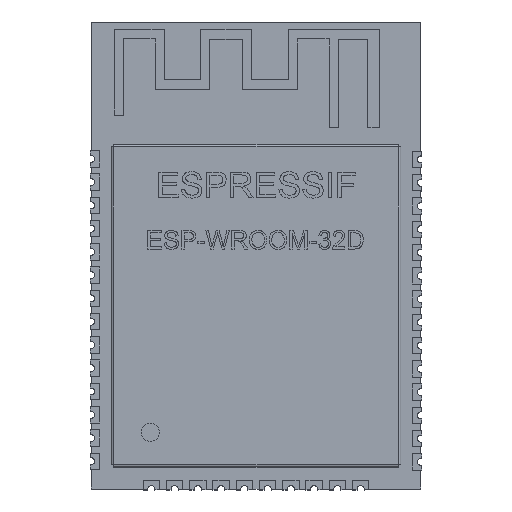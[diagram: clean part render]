
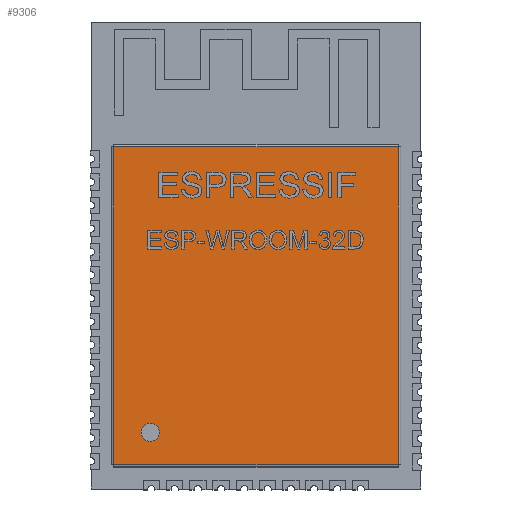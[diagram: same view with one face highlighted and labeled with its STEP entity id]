
A CAD part, top view. The second image highlights one B-rep face of the part: STEP entity #9306.
In plain terms, the highlighted face is planar.
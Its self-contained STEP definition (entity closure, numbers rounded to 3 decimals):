
#9306 = ADVANCED_FACE('',(#9307,#9426),#9321,.F.);
#9307 = FACE_BOUND('',#9308,.F.);
#9308 = EDGE_LOOP('',(#9309,#9344,#9372,#9400));
#9309 = ORIENTED_EDGE('',*,*,#9310,.F.);
#9310 = EDGE_CURVE('',#9311,#9313,#9315,.T.);
#9311 = VERTEX_POINT('',#9312);
#9312 = CARTESIAN_POINT('',(-7.78,-8.68,0.));
#9313 = VERTEX_POINT('',#9314);
#9314 = CARTESIAN_POINT('',(-7.78,8.68,0.));
#9315 = SURFACE_CURVE('',#9316,(#9320,#9332),.PCURVE_S1.);
#9316 = LINE('',#9317,#9318);
#9317 = CARTESIAN_POINT('',(-7.78,-8.68,0.));
#9318 = VECTOR('',#9319,1.);
#9319 = DIRECTION('',(0.,1.,0.));
#9320 = PCURVE('',#9321,#9326);
#9321 = PLANE('',#9322);
#9322 = AXIS2_PLACEMENT_3D('',#9323,#9324,#9325);
#9323 = CARTESIAN_POINT('',(-7.78,-8.68,0.));
#9324 = DIRECTION('',(0.,0.,1.));
#9325 = DIRECTION('',(1.,0.,-0.));
#9326 = DEFINITIONAL_REPRESENTATION('',(#9327),#9331);
#9327 = LINE('',#9328,#9329);
#9328 = CARTESIAN_POINT('',(0.,0.));
#9329 = VECTOR('',#9330,1.);
#9330 = DIRECTION('',(0.,1.));
#9331 = ( GEOMETRIC_REPRESENTATION_CONTEXT(2) 
PARAMETRIC_REPRESENTATION_CONTEXT() REPRESENTATION_CONTEXT('2D SPACE',''
  ) );
#9332 = PCURVE('',#9333,#9338);
#9333 = CYLINDRICAL_SURFACE('',#9334,0.12);
#9334 = AXIS2_PLACEMENT_3D('',#9335,#9336,#9337);
#9335 = CARTESIAN_POINT('',(-7.78,8.68,0.12));
#9336 = DIRECTION('',(-0.,-1.,-0.));
#9337 = DIRECTION('',(0.,0.,-1.));
#9338 = DEFINITIONAL_REPRESENTATION('',(#9339),#9343);
#9339 = LINE('',#9340,#9341);
#9340 = CARTESIAN_POINT('',(6.283,17.36));
#9341 = VECTOR('',#9342,1.);
#9342 = DIRECTION('',(-0.,-1.));
#9343 = ( GEOMETRIC_REPRESENTATION_CONTEXT(2) 
PARAMETRIC_REPRESENTATION_CONTEXT() REPRESENTATION_CONTEXT('2D SPACE',''
  ) );
#9344 = ORIENTED_EDGE('',*,*,#9345,.T.);
#9345 = EDGE_CURVE('',#9311,#9346,#9348,.T.);
#9346 = VERTEX_POINT('',#9347);
#9347 = CARTESIAN_POINT('',(7.78,-8.68,0.));
#9348 = SURFACE_CURVE('',#9349,(#9353,#9360),.PCURVE_S1.);
#9349 = LINE('',#9350,#9351);
#9350 = CARTESIAN_POINT('',(-7.78,-8.68,0.));
#9351 = VECTOR('',#9352,1.);
#9352 = DIRECTION('',(1.,0.,0.));
#9353 = PCURVE('',#9321,#9354);
#9354 = DEFINITIONAL_REPRESENTATION('',(#9355),#9359);
#9355 = LINE('',#9356,#9357);
#9356 = CARTESIAN_POINT('',(0.,0.));
#9357 = VECTOR('',#9358,1.);
#9358 = DIRECTION('',(1.,0.));
#9359 = ( GEOMETRIC_REPRESENTATION_CONTEXT(2) 
PARAMETRIC_REPRESENTATION_CONTEXT() REPRESENTATION_CONTEXT('2D SPACE',''
  ) );
#9360 = PCURVE('',#9361,#9366);
#9361 = CYLINDRICAL_SURFACE('',#9362,0.12);
#9362 = AXIS2_PLACEMENT_3D('',#9363,#9364,#9365);
#9363 = CARTESIAN_POINT('',(7.78,-8.68,0.12));
#9364 = DIRECTION('',(-1.,0.,0.));
#9365 = DIRECTION('',(0.,0.,-1.));
#9366 = DEFINITIONAL_REPRESENTATION('',(#9367),#9371);
#9367 = LINE('',#9368,#9369);
#9368 = CARTESIAN_POINT('',(0.,15.56));
#9369 = VECTOR('',#9370,1.);
#9370 = DIRECTION('',(-0.,-1.));
#9371 = ( GEOMETRIC_REPRESENTATION_CONTEXT(2) 
PARAMETRIC_REPRESENTATION_CONTEXT() REPRESENTATION_CONTEXT('2D SPACE',''
  ) );
#9372 = ORIENTED_EDGE('',*,*,#9373,.T.);
#9373 = EDGE_CURVE('',#9346,#9374,#9376,.T.);
#9374 = VERTEX_POINT('',#9375);
#9375 = CARTESIAN_POINT('',(7.78,8.68,0.));
#9376 = SURFACE_CURVE('',#9377,(#9381,#9388),.PCURVE_S1.);
#9377 = LINE('',#9378,#9379);
#9378 = CARTESIAN_POINT('',(7.78,-8.68,0.));
#9379 = VECTOR('',#9380,1.);
#9380 = DIRECTION('',(0.,1.,0.));
#9381 = PCURVE('',#9321,#9382);
#9382 = DEFINITIONAL_REPRESENTATION('',(#9383),#9387);
#9383 = LINE('',#9384,#9385);
#9384 = CARTESIAN_POINT('',(15.56,0.));
#9385 = VECTOR('',#9386,1.);
#9386 = DIRECTION('',(0.,1.));
#9387 = ( GEOMETRIC_REPRESENTATION_CONTEXT(2) 
PARAMETRIC_REPRESENTATION_CONTEXT() REPRESENTATION_CONTEXT('2D SPACE',''
  ) );
#9388 = PCURVE('',#9389,#9394);
#9389 = CYLINDRICAL_SURFACE('',#9390,0.12);
#9390 = AXIS2_PLACEMENT_3D('',#9391,#9392,#9393);
#9391 = CARTESIAN_POINT('',(7.78,8.68,0.12));
#9392 = DIRECTION('',(-0.,-1.,-0.));
#9393 = DIRECTION('',(0.,0.,-1.));
#9394 = DEFINITIONAL_REPRESENTATION('',(#9395),#9399);
#9395 = LINE('',#9396,#9397);
#9396 = CARTESIAN_POINT('',(0.,17.36));
#9397 = VECTOR('',#9398,1.);
#9398 = DIRECTION('',(-0.,-1.));
#9399 = ( GEOMETRIC_REPRESENTATION_CONTEXT(2) 
PARAMETRIC_REPRESENTATION_CONTEXT() REPRESENTATION_CONTEXT('2D SPACE',''
  ) );
#9400 = ORIENTED_EDGE('',*,*,#9401,.F.);
#9401 = EDGE_CURVE('',#9313,#9374,#9402,.T.);
#9402 = SURFACE_CURVE('',#9403,(#9407,#9414),.PCURVE_S1.);
#9403 = LINE('',#9404,#9405);
#9404 = CARTESIAN_POINT('',(-7.78,8.68,0.));
#9405 = VECTOR('',#9406,1.);
#9406 = DIRECTION('',(1.,0.,0.));
#9407 = PCURVE('',#9321,#9408);
#9408 = DEFINITIONAL_REPRESENTATION('',(#9409),#9413);
#9409 = LINE('',#9410,#9411);
#9410 = CARTESIAN_POINT('',(0.,17.36));
#9411 = VECTOR('',#9412,1.);
#9412 = DIRECTION('',(1.,0.));
#9413 = ( GEOMETRIC_REPRESENTATION_CONTEXT(2) 
PARAMETRIC_REPRESENTATION_CONTEXT() REPRESENTATION_CONTEXT('2D SPACE',''
  ) );
#9414 = PCURVE('',#9415,#9420);
#9415 = CYLINDRICAL_SURFACE('',#9416,0.12);
#9416 = AXIS2_PLACEMENT_3D('',#9417,#9418,#9419);
#9417 = CARTESIAN_POINT('',(7.78,8.68,0.12));
#9418 = DIRECTION('',(-1.,0.,0.));
#9419 = DIRECTION('',(0.,0.,-1.));
#9420 = DEFINITIONAL_REPRESENTATION('',(#9421),#9425);
#9421 = LINE('',#9422,#9423);
#9422 = CARTESIAN_POINT('',(6.283,15.56));
#9423 = VECTOR('',#9424,1.);
#9424 = DIRECTION('',(-0.,-1.));
#9425 = ( GEOMETRIC_REPRESENTATION_CONTEXT(2) 
PARAMETRIC_REPRESENTATION_CONTEXT() REPRESENTATION_CONTEXT('2D SPACE',''
  ) );
#9426 = FACE_BOUND('',#9427,.F.);
#9427 = EDGE_LOOP('',(#9428));
#9428 = ORIENTED_EDGE('',*,*,#9429,.T.);
#9429 = EDGE_CURVE('',#9430,#9430,#9432,.T.);
#9430 = VERTEX_POINT('',#9431);
#9431 = CARTESIAN_POINT('',(-5.274,6.911,0.));
#9432 = SURFACE_CURVE('',#9433,(#9438,#9449),.PCURVE_S1.);
#9433 = CIRCLE('',#9434,0.5);
#9434 = AXIS2_PLACEMENT_3D('',#9435,#9436,#9437);
#9435 = CARTESIAN_POINT('',(-5.774,6.911,0.));
#9436 = DIRECTION('',(0.,0.,-1.));
#9437 = DIRECTION('',(1.,0.,0.));
#9438 = PCURVE('',#9321,#9439);
#9439 = DEFINITIONAL_REPRESENTATION('',(#9440),#9448);
#9440 = ( BOUNDED_CURVE() B_SPLINE_CURVE(2,(#9441,#9442,#9443,#9444,
#9445,#9446,#9447),.UNSPECIFIED.,.T.,.F.) B_SPLINE_CURVE_WITH_KNOTS((1,2
    ,2,2,2,1),(-2.094,0.,2.094,4.189,
6.283,8.378),.UNSPECIFIED.) CURVE() 
GEOMETRIC_REPRESENTATION_ITEM() RATIONAL_B_SPLINE_CURVE((1.,0.5,1.,0.5,
1.,0.5,1.)) REPRESENTATION_ITEM('') );
#9441 = CARTESIAN_POINT('',(2.506,15.591));
#9442 = CARTESIAN_POINT('',(2.506,14.725));
#9443 = CARTESIAN_POINT('',(1.756,15.158));
#9444 = CARTESIAN_POINT('',(1.006,15.591));
#9445 = CARTESIAN_POINT('',(1.756,16.024));
#9446 = CARTESIAN_POINT('',(2.506,16.457));
#9447 = CARTESIAN_POINT('',(2.506,15.591));
#9448 = ( GEOMETRIC_REPRESENTATION_CONTEXT(2) 
PARAMETRIC_REPRESENTATION_CONTEXT() REPRESENTATION_CONTEXT('2D SPACE',''
  ) );
#9449 = PCURVE('',#9450,#9455);
#9450 = CYLINDRICAL_SURFACE('',#9451,0.5);
#9451 = AXIS2_PLACEMENT_3D('',#9452,#9453,#9454);
#9452 = CARTESIAN_POINT('',(-5.774,6.911,0.));
#9453 = DIRECTION('',(0.,0.,-1.));
#9454 = DIRECTION('',(1.,0.,0.));
#9455 = DEFINITIONAL_REPRESENTATION('',(#9456),#9460);
#9456 = LINE('',#9457,#9458);
#9457 = CARTESIAN_POINT('',(0.,0.));
#9458 = VECTOR('',#9459,1.);
#9459 = DIRECTION('',(1.,0.));
#9460 = ( GEOMETRIC_REPRESENTATION_CONTEXT(2) 
PARAMETRIC_REPRESENTATION_CONTEXT() REPRESENTATION_CONTEXT('2D SPACE',''
  ) );
